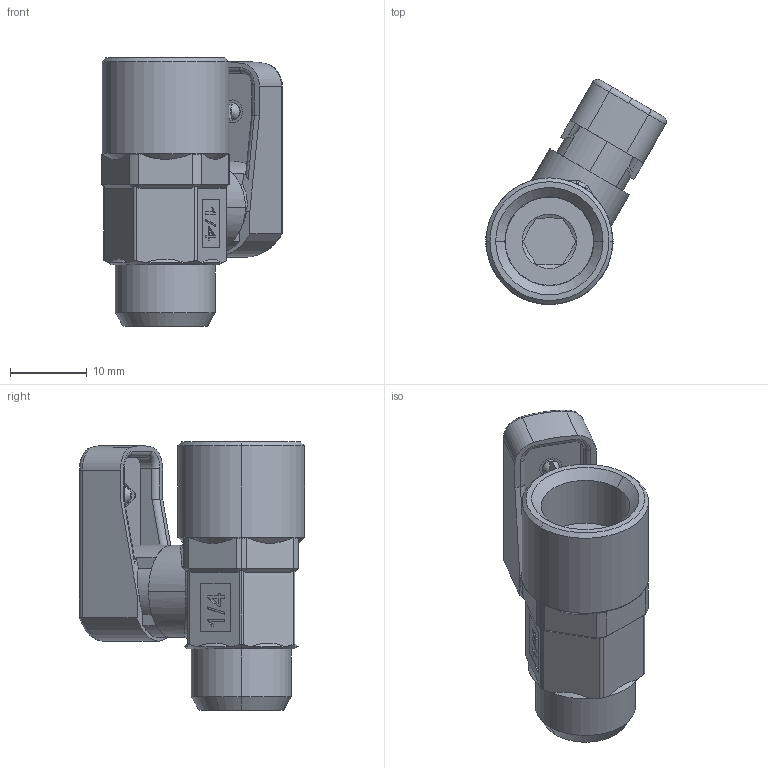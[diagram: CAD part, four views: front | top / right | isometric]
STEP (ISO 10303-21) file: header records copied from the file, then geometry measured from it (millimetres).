
FILE_DESCRIPTION (( 'STEP AP214' ), '1' );
FILE_NAME ('GHI06410-G02-G02.STEP', '2018-09-03T13:13:17', ( '' ), ( '' ), 'SwSTEP 2.0', 'SolidWorks 2018', '' );
FILE_SCHEMA (( 'AUTOMOTIVE_DESIGN' ));
Length unit declared in the file: millimetre
Products named in the file (1): GHI06410-G02-G02
Bounding box: 23.54 x 29.34 x 35 mm (x, y, z)
Volume: 7130 mm3; surface area: 4289.4 mm2
Topology: 8 solids, 18 shells, 573 faces, 1460 edges, 949 vertices
Faces by surface type: plane 304, bspline 99, cylinder 97, cone 45, torus 28
Entity records: 25014 total; most frequent: CARTESIAN_POINT 9676, ORIENTED_EDGE 2920, DIRECTION 2319, EDGE_CURVE 1460, VERTEX_POINT 949, VECTOR 861, LINE 861, AXIS2_PLACEMENT_3D 729
